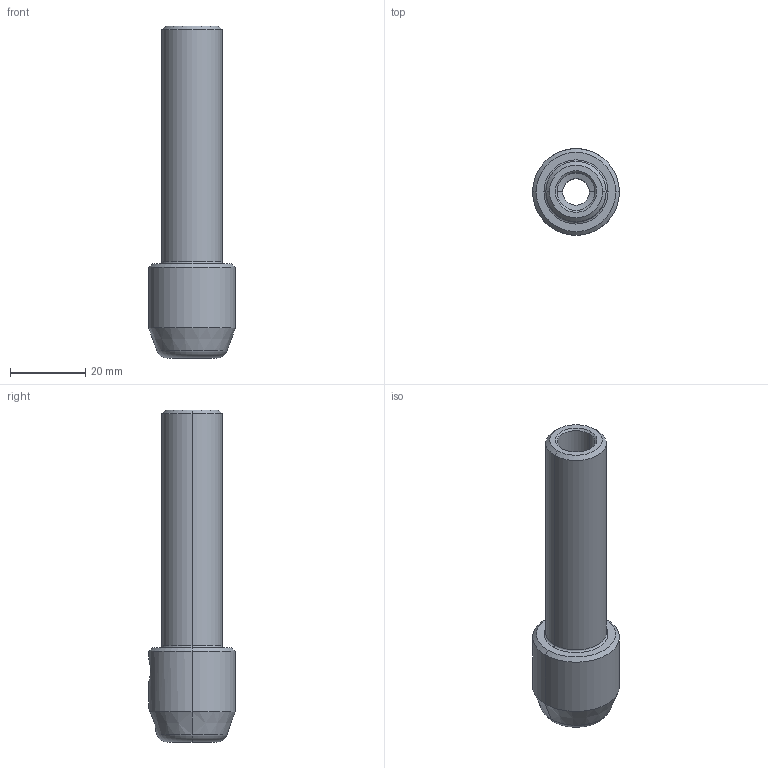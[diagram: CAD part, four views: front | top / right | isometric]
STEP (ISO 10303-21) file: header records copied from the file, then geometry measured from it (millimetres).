
FILE_DESCRIPTION(('no description'),'unknown implementation level');
FILE_NAME('0BF31376-3244-4E79-AAE2-EBA2862A98F8_export.stp',' ',('CIMSOURCE GmbH'),('CADClick - KiM GmbH - www.kimweb.de'),'unknown preprocess','ACIS','unknown authorization');
FILE_SCHEMA(('automotive_design'));
Length unit declared in the file: millimetre
Products named in the file (3): 613.439 Kaiser RB16-9x88|690.489 Kaiser ETL M6 X 6D;Fase3; 613.439 Kaiser RB16-9x88|613.439 Kaiser RB16-9x88;Lineares Muster1
Bounding box: 23 x 23 x 88 mm (x, y, z)
Volume: 16380.7 mm3; surface area: 8353.1 mm2
Topology: 3 solids, 3 shells, 87 faces, 193 edges, 108 vertices
Faces by surface type: cone 32, plane 31, cylinder 20, torus 4
Entity records: 4800 total; most frequent: CARTESIAN_POINT 642, DIRECTION 436, STYLED_ITEM 383, PRESENTATION_STYLE_ASSIGNMENT 383, COLOUR_RGB 383, ORIENTED_EDGE 370, EDGE_CURVE 185, CURVE_STYLE 185
